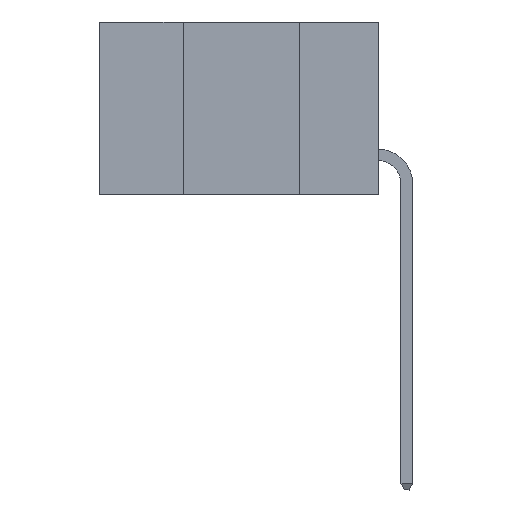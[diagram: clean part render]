
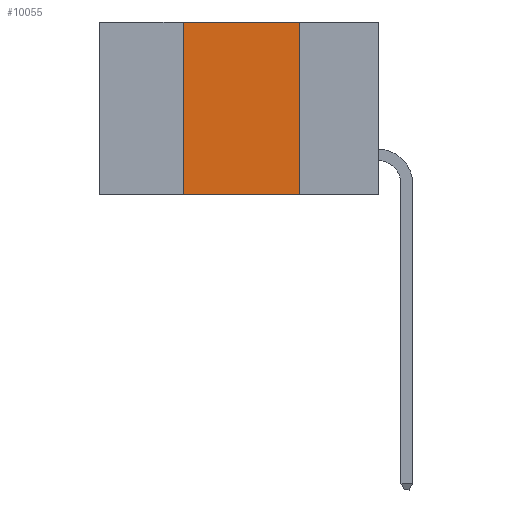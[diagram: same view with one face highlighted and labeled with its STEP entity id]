
A CAD part, left-side view. The second image highlights one B-rep face of the part: STEP entity #10055.
In plain terms, the highlighted planar face has unit normal (-1, 0, 0).
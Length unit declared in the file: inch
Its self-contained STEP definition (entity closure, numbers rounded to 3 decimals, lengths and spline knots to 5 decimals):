
#4 = LINE ( 'NONE', #3614, #1561 ) ;
#94 = DIRECTION ( 'NONE',  ( 0., -1., 0. ) ) ;
#288 = LINE ( 'NONE', #10976, #6228 ) ;
#547 = ORIENTED_EDGE ( 'NONE', *, *, #9899, .F. ) ;
#726 = ORIENTED_EDGE ( 'NONE', *, *, #8690, .T. ) ;
#860 = VERTEX_POINT ( 'NONE', #5805 ) ;
#1441 = FACE_OUTER_BOUND ( 'NONE', #9601, .T. ) ;
#1561 = VECTOR ( 'NONE', #9997, 39.37008 ) ;
#2290 = VERTEX_POINT ( 'NONE', #4210 ) ;
#2313 = VECTOR ( 'NONE', #94, 39.37008 ) ;
#2722 = VERTEX_POINT ( 'NONE', #9746 ) ;
#3614 = CARTESIAN_POINT ( 'NONE',  ( 0., 0.42, -0.37 ) ) ;
#4210 = CARTESIAN_POINT ( 'NONE',  ( 0., 0.42, 0. ) ) ;
#4224 = VECTOR ( 'NONE', #10393, 39.37008 ) ;
#4362 = CARTESIAN_POINT ( 'NONE',  ( 0., 0.17, 0. ) ) ;
#4643 = ORIENTED_EDGE ( 'NONE', *, *, #7394, .F. ) ;
#5340 = AXIS2_PLACEMENT_3D ( 'NONE', #8481, #10189, #6730 ) ;
#5546 = EDGE_CURVE ( 'NONE', #2722, #2290, #4, .T. ) ;
#5805 = CARTESIAN_POINT ( 'NONE',  ( 0., 0.17, -0.37 ) ) ;
#6038 = CARTESIAN_POINT ( 'NONE',  ( 0., 0.6, -0.37 ) ) ;
#6228 = VECTOR ( 'NONE', #7551, 39.37008 ) ;
#6730 = DIRECTION ( 'NONE',  ( 0., 0., -1. ) ) ;
#7256 = LINE ( 'NONE', #10951, #2313 ) ;
#7394 = EDGE_CURVE ( 'NONE', #10108, #860, #288, .T. ) ;
#7551 = DIRECTION ( 'NONE',  ( 0., 0., -1. ) ) ;
#8481 = CARTESIAN_POINT ( 'NONE',  ( 0., 0.6, 0. ) ) ;
#8690 = EDGE_CURVE ( 'NONE', #2722, #860, #10454, .T. ) ;
#9601 = EDGE_LOOP ( 'NONE', ( #4643, #547, #10121, #726 ) ) ;
#9746 = CARTESIAN_POINT ( 'NONE',  ( 0., 0.42, -0.37 ) ) ;
#9899 = EDGE_CURVE ( 'NONE', #2290, #10108, #7256, .T. ) ;
#9997 = DIRECTION ( 'NONE',  ( 0., 0., 1. ) ) ;
#10055 = ADVANCED_FACE ( 'NONE', ( #1441 ), #11191, .F. ) ;
#10108 = VERTEX_POINT ( 'NONE', #4362 ) ;
#10121 = ORIENTED_EDGE ( 'NONE', *, *, #5546, .F. ) ;
#10189 = DIRECTION ( 'NONE',  ( 1., 0., 0. ) ) ;
#10393 = DIRECTION ( 'NONE',  ( 0., -1., 0. ) ) ;
#10454 = LINE ( 'NONE', #6038, #4224 ) ;
#10951 = CARTESIAN_POINT ( 'NONE',  ( 0., 0.6, 0. ) ) ;
#10976 = CARTESIAN_POINT ( 'NONE',  ( 0., 0.17, -0.37 ) ) ;
#11191 = PLANE ( 'NONE',  #5340 ) ;
